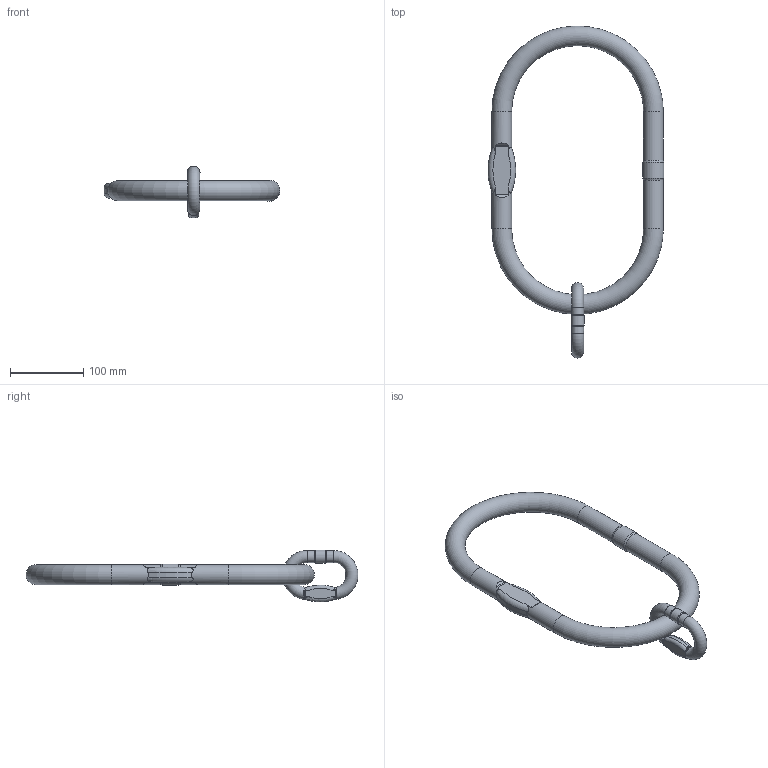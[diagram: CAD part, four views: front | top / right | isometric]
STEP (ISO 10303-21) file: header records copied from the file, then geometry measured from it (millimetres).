
FILE_DESCRIPTION(/* description */ (''),/* implementation_level */ '2;1');
FILE_NAME(/* name */ 'pewag_VLW_1-10',/* time_stamp */ '2010-02-24T11:22:54+01:00',/* author */ (''),/* organization */ (''),/* preprocessor_version */ 'ST-DEVELOPER v9',/* originating_system */ 'UGS - NX 4.0',/* authorisation */ '');
FILE_SCHEMA (('AUTOMOTIVE_DESIGN { 1 0 10303 214 1 1 1 1 }'));
Length unit declared in the file: millimetre
Products named in the file (1): rit9D03c0wr
Bounding box: 240.35 x 453.41 x 70.92 mm (x, y, z)
Volume: 613127.6 mm3; surface area: 95721.9 mm2
Topology: 2 solids, 2 shells, 89 faces, 241 edges, 146 vertices
Faces by surface type: bspline 37, cylinder 20, torus 16, plane 12, cone 4
Full cylindrical faces by diameter (mm): 16.5 x2, 17.738 x1, 27 x4, 29.025 x1
Entity records: 3598 total; most frequent: CARTESIAN_POINT 1743, ORIENTED_EDGE 422, DIRECTION 314, EDGE_CURVE 211, AXIS2_PLACEMENT_3D 143, VERTEX_POINT 138, EDGE_LOOP 105, B_SPLINE_CURVE_WITH_KNOTS 93
